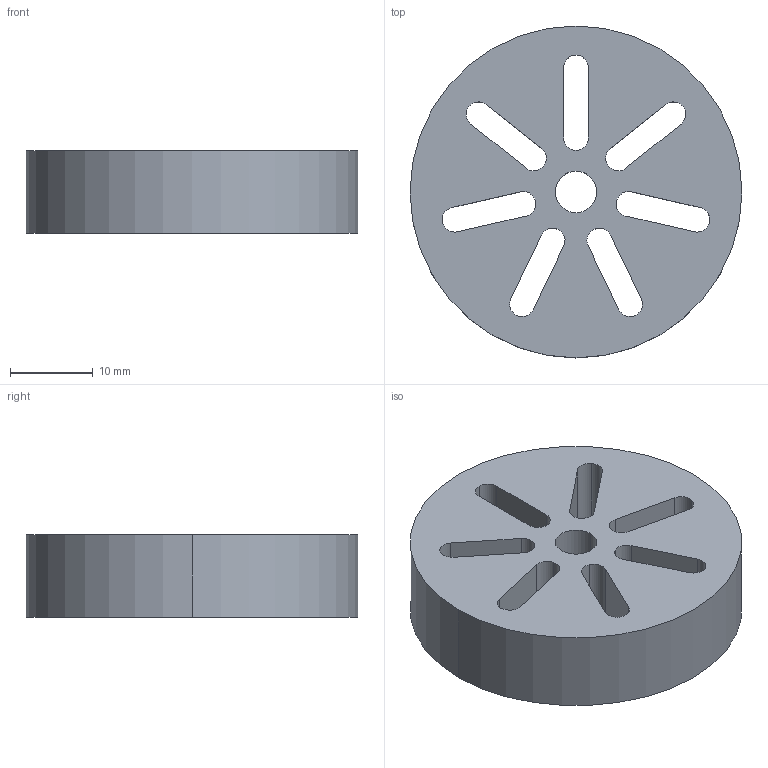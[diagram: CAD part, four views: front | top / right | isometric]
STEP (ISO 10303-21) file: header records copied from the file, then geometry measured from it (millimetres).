
FILE_DESCRIPTION (( 'STEP AP203' ), '1' );
FILE_NAME ('Move_默认_sldprt.STEP', '2025-10-30T08:49:06', ( '' ), ( '' ), 'SwSTEP 2.0', 'SolidWorks 2020', '' );
FILE_SCHEMA (( 'CONFIG_CONTROL_DESIGN' ));
Length unit declared in the file: millimetre
Products named in the file (1): Move_默认_sldprt
Bounding box: 40 x 40 x 10 mm (x, y, z)
Volume: 10090.2 mm3; surface area: 5281.5 mm2
Topology: 1 solids, 1 shells, 54 faces, 156 edges, 104 vertices
Faces by surface type: cylinder 38, plane 16
Entity records: 1925 total; most frequent: DIRECTION 342, CARTESIAN_POINT 315, ORIENTED_EDGE 312, EDGE_CURVE 156, AXIS2_PLACEMENT_3D 131, VERTEX_POINT 104, LINE 80, VECTOR 80
